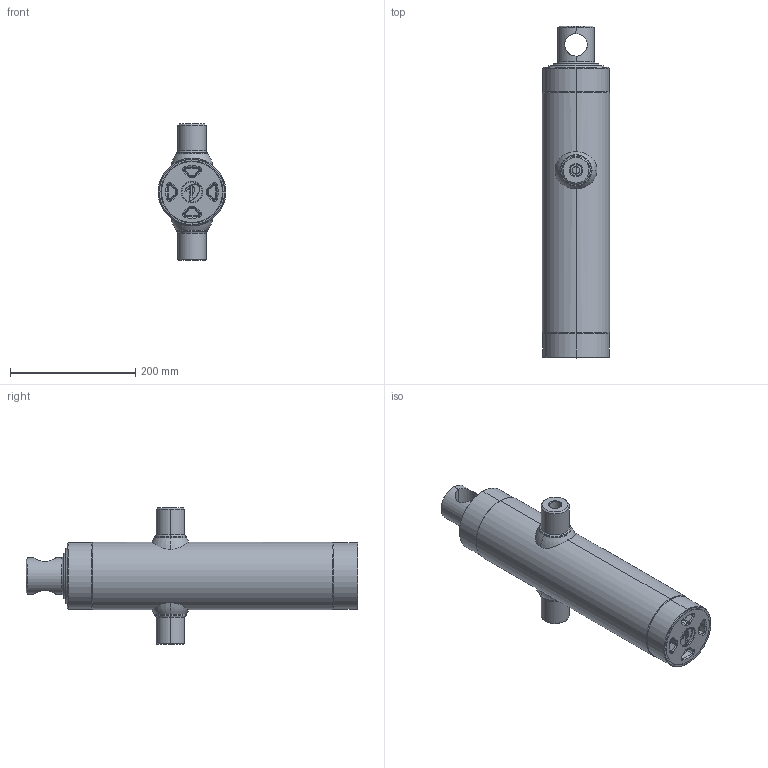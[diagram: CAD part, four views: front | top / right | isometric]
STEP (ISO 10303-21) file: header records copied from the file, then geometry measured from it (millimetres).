
FILE_DESCRIPTION (( 'STEP AP203' ), '1' );
FILE_NAME ('308.BGI.STEP', '2014-10-06T11:24:23', ( '' ), ( '' ), 'SwSTEP 2.0', 'SolidWorks 2013', '' );
FILE_SCHEMA (( 'CONFIG_CONTROL_DESIGN' ));
Length unit declared in the file: millimetre
Products named in the file (1): 308.BGI
Bounding box: 108 x 529 x 217 mm (x, y, z)
Surface area: 505621.5 mm2 (no closed solid volume)
Topology: 0 solids, 12 shells, 231 faces, 613 edges, 377 vertices
Faces by surface type: cylinder 67, torus 66, cone 64, plane 26, bspline 7, sphere 1
Entity records: 8992 total; most frequent: CARTESIAN_POINT 3192, DIRECTION 1356, ORIENTED_EDGE 1052, EDGE_CURVE 611, AXIS2_PLACEMENT_3D 582, VERTEX_POINT 376, CIRCLE 357, EDGE_LOOP 242
